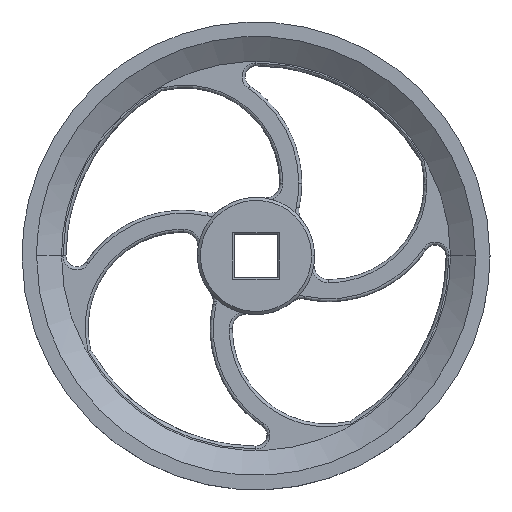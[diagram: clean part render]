
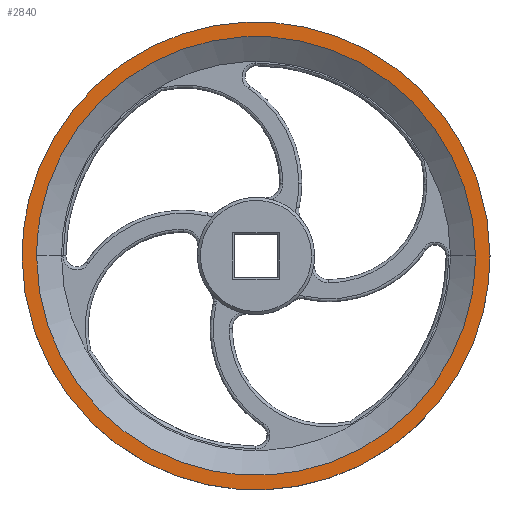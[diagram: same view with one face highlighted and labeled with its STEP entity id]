
A CAD part, top view. The second image highlights one B-rep face of the part: STEP entity #2840.
In plain terms, the highlighted free-form (B-spline) face has degree [1, 1] with [2, 2] control points.
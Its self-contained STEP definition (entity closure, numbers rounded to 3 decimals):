
#861 = VERTEX_POINT('',#862);
#862 = CARTESIAN_POINT('',(-170.469,0.,
    26.636));
#867 = EDGE_CURVE('',#868,#861,#870,.T.);
#868 = VERTEX_POINT('',#869);
#869 = CARTESIAN_POINT('',(170.469,0.,26.636));
#870 = ( BOUNDED_CURVE() B_SPLINE_CURVE(2,(#871,#872,#873,#874,#875),
.UNSPECIFIED.,.F.,.F.) B_SPLINE_CURVE_WITH_KNOTS((3,2,3),(0.,
1.571,3.142),.PIECEWISE_BEZIER_KNOTS.) CURVE() 
GEOMETRIC_REPRESENTATION_ITEM() RATIONAL_B_SPLINE_CURVE((1.,
0.707,1.,0.707,1.)) REPRESENTATION_ITEM('') );
#871 = CARTESIAN_POINT('',(170.469,0.,26.636));
#872 = CARTESIAN_POINT('',(170.469,170.469,
    26.636));
#873 = CARTESIAN_POINT('',(0.,170.469,
    26.636));
#874 = CARTESIAN_POINT('',(-170.469,170.469,
    26.636));
#875 = CARTESIAN_POINT('',(-170.469,0.,
    26.636));
#899 = VERTEX_POINT('',#900);
#900 = CARTESIAN_POINT('',(159.863,0.,26.636));
#905 = EDGE_CURVE('',#906,#899,#908,.T.);
#906 = VERTEX_POINT('',#907);
#907 = CARTESIAN_POINT('',(-159.863,0.,
    26.636));
#908 = ( BOUNDED_CURVE() B_SPLINE_CURVE(2,(#909,#910,#911,#912,#913),
.UNSPECIFIED.,.F.,.F.) B_SPLINE_CURVE_WITH_KNOTS((3,2,3),(3.142,
4.712,6.283),.PIECEWISE_BEZIER_KNOTS.) CURVE() 
GEOMETRIC_REPRESENTATION_ITEM() RATIONAL_B_SPLINE_CURVE((1.,
0.707,1.,0.707,1.)) REPRESENTATION_ITEM('') );
#909 = CARTESIAN_POINT('',(-159.863,0.,
    26.636));
#910 = CARTESIAN_POINT('',(-159.863,-159.863,
    26.636));
#911 = CARTESIAN_POINT('',(0.,-159.863,
    26.636));
#912 = CARTESIAN_POINT('',(159.863,-159.863,
    26.636));
#913 = CARTESIAN_POINT('',(159.863,0.,
    26.636));
#2819 = EDGE_CURVE('',#899,#906,#2820,.T.);
#2820 = ( BOUNDED_CURVE() B_SPLINE_CURVE(2,(#2821,#2822,#2823,#2824,
#2825),.UNSPECIFIED.,.F.,.F.) B_SPLINE_CURVE_WITH_KNOTS((3,2,3),(0.,
1.571,3.142),.PIECEWISE_BEZIER_KNOTS.) CURVE() 
GEOMETRIC_REPRESENTATION_ITEM() RATIONAL_B_SPLINE_CURVE((1.,
0.707,1.,0.707,1.)) REPRESENTATION_ITEM('') );
#2821 = CARTESIAN_POINT('',(159.863,0.,26.636));
#2822 = CARTESIAN_POINT('',(159.863,159.863,
    26.636));
#2823 = CARTESIAN_POINT('',(0.,159.863,
    26.636));
#2824 = CARTESIAN_POINT('',(-159.863,159.863,
    26.636));
#2825 = CARTESIAN_POINT('',(-159.863,0.,
    26.636));
#2840 = ADVANCED_FACE('',(#2841,#2845),#2856,.F.);
#2841 = FACE_BOUND('',#2842,.T.);
#2842 = EDGE_LOOP('',(#2843,#2844));
#2843 = ORIENTED_EDGE('',*,*,#2819,.F.);
#2844 = ORIENTED_EDGE('',*,*,#905,.F.);
#2845 = FACE_BOUND('',#2846,.T.);
#2846 = EDGE_LOOP('',(#2847,#2848));
#2847 = ORIENTED_EDGE('',*,*,#867,.T.);
#2848 = ORIENTED_EDGE('',*,*,#2849,.T.);
#2849 = EDGE_CURVE('',#861,#868,#2850,.T.);
#2850 = ( BOUNDED_CURVE() B_SPLINE_CURVE(2,(#2851,#2852,#2853,#2854,
#2855),.UNSPECIFIED.,.F.,.F.) B_SPLINE_CURVE_WITH_KNOTS((3,2,3),(
    3.142,4.712,6.283),
.PIECEWISE_BEZIER_KNOTS.) CURVE() GEOMETRIC_REPRESENTATION_ITEM() 
RATIONAL_B_SPLINE_CURVE((1.,0.707,1.,0.707,1.)) 
REPRESENTATION_ITEM('') );
#2851 = CARTESIAN_POINT('',(-170.469,0.,
    26.636));
#2852 = CARTESIAN_POINT('',(-170.469,-170.469,
    26.636));
#2853 = CARTESIAN_POINT('',(0.,-170.469,
    26.636));
#2854 = CARTESIAN_POINT('',(170.469,-170.469,
    26.636));
#2855 = CARTESIAN_POINT('',(170.469,0.,
    26.636));
#2856 = B_SPLINE_SURFACE_WITH_KNOTS('',1,1,(
    (#2857,#2858)
    ,(#2859,#2860
    )),.UNSPECIFIED.,.F.,.F.,.F.,(2,2),(2,2),(-160.,160.),(
    -310.045,9.955),.PIECEWISE_BEZIER_KNOTS.);
#2857 = CARTESIAN_POINT('',(170.469,-170.469,
    26.636));
#2858 = CARTESIAN_POINT('',(170.469,170.469,
    26.636));
#2859 = CARTESIAN_POINT('',(-170.469,-170.469,
    26.636));
#2860 = CARTESIAN_POINT('',(-170.469,170.469,
    26.636));
